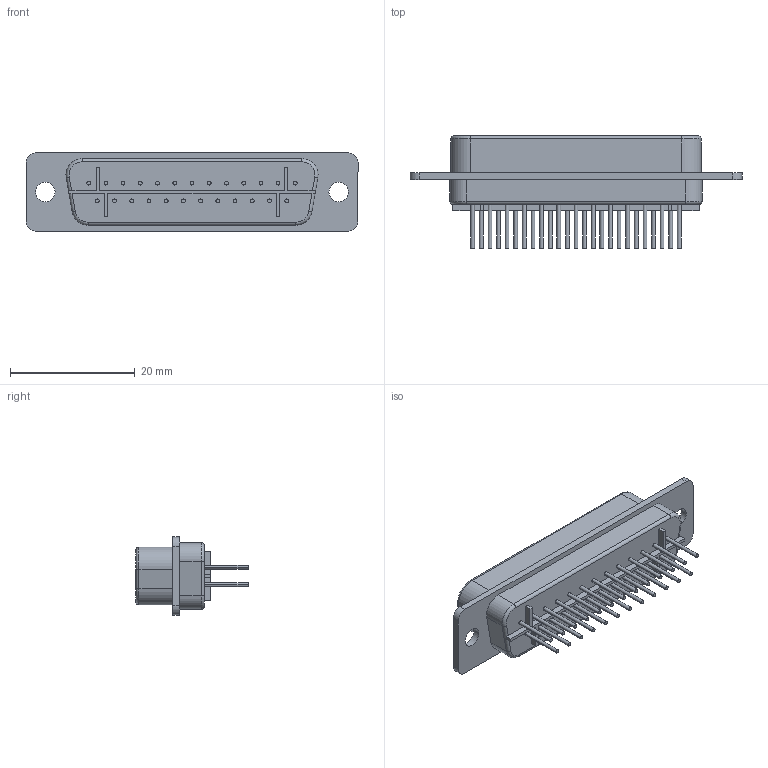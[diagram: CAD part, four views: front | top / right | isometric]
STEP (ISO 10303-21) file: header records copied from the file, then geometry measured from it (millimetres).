
FILE_DESCRIPTION((''),'2;1');
FILE_NAME('HARTING_09 67 025 5655_a.stp','2013-06-11T16:16:55',(''),(''),'Mechanical Desktop 2011','Mechanical Desktop 2011',', , ');
FILE_SCHEMA(('AUTOMOTIVE_DESIGN { 1 2 10303 214 1 1 1 1 }'));
Length unit declared in the file: millimetre
Products named in the file (1): Product
Bounding box: 53.2 x 18 x 12.5 mm (x, y, z)
Volume: 2806.9 mm3; surface area: 5480.1 mm2
Topology: 55 solids, 55 shells, 321 faces, 682 edges, 419 vertices
Faces by surface type: cylinder 136, plane 116, sphere 50, bspline 11, torus 8
Entity records: 8443 total; most frequent: DIRECTION 1626, CARTESIAN_POINT 1406, ORIENTED_EDGE 1264, AXIS2_PLACEMENT_3D 683, EDGE_CURVE 632, VERTEX_POINT 419, CIRCLE 372, EDGE_LOOP 327
